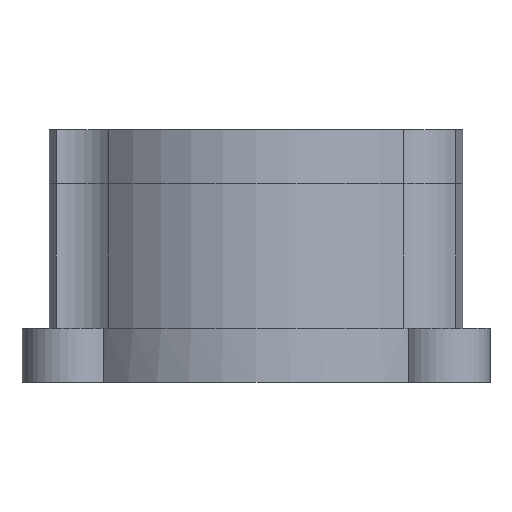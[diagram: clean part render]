
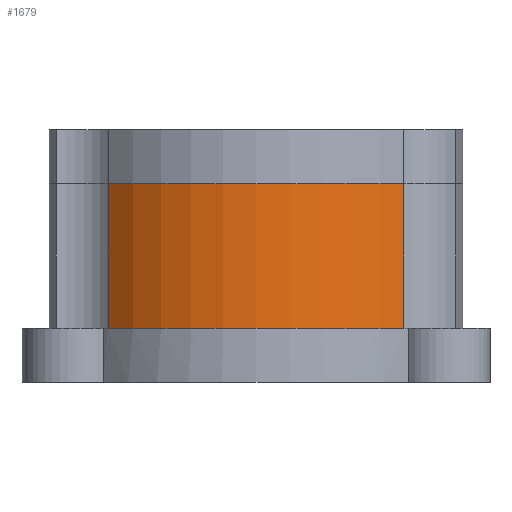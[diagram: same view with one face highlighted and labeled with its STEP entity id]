
A CAD part, front view. The second image highlights one B-rep face of the part: STEP entity #1679.
In plain terms, the highlighted cylindrical face has radius 11.5 mm (diameter 23 mm), a partial arc.
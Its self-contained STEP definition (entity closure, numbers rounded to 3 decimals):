
#509 = CYLINDRICAL_SURFACE('',#510,11.5);
#510 = AXIS2_PLACEMENT_3D('',#511,#512,#513);
#511 = CARTESIAN_POINT('',(0.,0.,0.));
#512 = DIRECTION('',(-0.,-0.,-1.));
#513 = DIRECTION('',(1.,0.,0.));
#813 = VERTEX_POINT('',#814);
#814 = CARTESIAN_POINT('',(8.207,-8.056,3.));
#833 = CYLINDRICAL_SURFACE('',#834,3.);
#834 = AXIS2_PLACEMENT_3D('',#835,#836,#837);
#835 = CARTESIAN_POINT('',(10.392,-6.,3.));
#836 = DIRECTION('',(-0.,-0.,-1.));
#837 = DIRECTION('',(1.,0.,0.));
#1103 = CYLINDRICAL_SURFACE('',#1104,3.);
#1104 = AXIS2_PLACEMENT_3D('',#1105,#1106,#1107);
#1105 = CARTESIAN_POINT('',(-10.392,-6.,3.));
#1106 = DIRECTION('',(-0.,-0.,-1.));
#1107 = DIRECTION('',(1.,0.,0.));
#1121 = VERTEX_POINT('',#1122);
#1122 = CARTESIAN_POINT('',(-8.207,-8.056,3.));
#1210 = EDGE_CURVE('',#1121,#813,#1211,.T.);
#1211 = SURFACE_CURVE('',#1212,(#1217,#1224),.PCURVE_S1.);
#1212 = CIRCLE('',#1213,11.5);
#1213 = AXIS2_PLACEMENT_3D('',#1214,#1215,#1216);
#1214 = CARTESIAN_POINT('',(0.,0.,3.));
#1215 = DIRECTION('',(0.,0.,1.));
#1216 = DIRECTION('',(1.,0.,0.));
#1217 = PCURVE('',#509,#1218);
#1218 = DEFINITIONAL_REPRESENTATION('',(#1219),#1223);
#1219 = LINE('',#1220,#1221);
#1220 = CARTESIAN_POINT('',(-0.,-3.));
#1221 = VECTOR('',#1222,1.);
#1222 = DIRECTION('',(-1.,0.));
#1223 = ( GEOMETRIC_REPRESENTATION_CONTEXT(2) 
PARAMETRIC_REPRESENTATION_CONTEXT() REPRESENTATION_CONTEXT('2D SPACE',''
  ) );
#1224 = PCURVE('',#1225,#1230);
#1225 = CYLINDRICAL_SURFACE('',#1226,11.5);
#1226 = AXIS2_PLACEMENT_3D('',#1227,#1228,#1229);
#1227 = CARTESIAN_POINT('',(0.,0.,3.));
#1228 = DIRECTION('',(-0.,-0.,-1.));
#1229 = DIRECTION('',(1.,0.,0.));
#1230 = DEFINITIONAL_REPRESENTATION('',(#1231),#1235);
#1231 = LINE('',#1232,#1233);
#1232 = CARTESIAN_POINT('',(-0.,0.));
#1233 = VECTOR('',#1234,1.);
#1234 = DIRECTION('',(-1.,0.));
#1235 = ( GEOMETRIC_REPRESENTATION_CONTEXT(2) 
PARAMETRIC_REPRESENTATION_CONTEXT() REPRESENTATION_CONTEXT('2D SPACE',''
  ) );
#1418 = VERTEX_POINT('',#1419);
#1419 = CARTESIAN_POINT('',(8.207,-8.056,11.));
#1446 = EDGE_CURVE('',#813,#1418,#1447,.T.);
#1447 = SURFACE_CURVE('',#1448,(#1452,#1459),.PCURVE_S1.);
#1448 = LINE('',#1449,#1450);
#1449 = CARTESIAN_POINT('',(8.207,-8.056,3.));
#1450 = VECTOR('',#1451,1.);
#1451 = DIRECTION('',(0.,0.,1.));
#1452 = PCURVE('',#833,#1453);
#1453 = DEFINITIONAL_REPRESENTATION('',(#1454),#1458);
#1454 = LINE('',#1455,#1456);
#1455 = CARTESIAN_POINT('',(-3.896,0.));
#1456 = VECTOR('',#1457,1.);
#1457 = DIRECTION('',(-0.,-1.));
#1458 = ( GEOMETRIC_REPRESENTATION_CONTEXT(2) 
PARAMETRIC_REPRESENTATION_CONTEXT() REPRESENTATION_CONTEXT('2D SPACE',''
  ) );
#1459 = PCURVE('',#1225,#1460);
#1460 = DEFINITIONAL_REPRESENTATION('',(#1461),#1465);
#1461 = LINE('',#1462,#1463);
#1462 = CARTESIAN_POINT('',(-5.507,0.));
#1463 = VECTOR('',#1464,1.);
#1464 = DIRECTION('',(-0.,-1.));
#1465 = ( GEOMETRIC_REPRESENTATION_CONTEXT(2) 
PARAMETRIC_REPRESENTATION_CONTEXT() REPRESENTATION_CONTEXT('2D SPACE',''
  ) );
#1633 = EDGE_CURVE('',#1121,#1634,#1636,.T.);
#1634 = VERTEX_POINT('',#1635);
#1635 = CARTESIAN_POINT('',(-8.207,-8.056,11.));
#1636 = SURFACE_CURVE('',#1637,(#1641,#1648),.PCURVE_S1.);
#1637 = LINE('',#1638,#1639);
#1638 = CARTESIAN_POINT('',(-8.207,-8.056,3.));
#1639 = VECTOR('',#1640,1.);
#1640 = DIRECTION('',(0.,0.,1.));
#1641 = PCURVE('',#1103,#1642);
#1642 = DEFINITIONAL_REPRESENTATION('',(#1643),#1647);
#1643 = LINE('',#1644,#1645);
#1644 = CARTESIAN_POINT('',(-5.528,0.));
#1645 = VECTOR('',#1646,1.);
#1646 = DIRECTION('',(-0.,-1.));
#1647 = ( GEOMETRIC_REPRESENTATION_CONTEXT(2) 
PARAMETRIC_REPRESENTATION_CONTEXT() REPRESENTATION_CONTEXT('2D SPACE',''
  ) );
#1648 = PCURVE('',#1225,#1649);
#1649 = DEFINITIONAL_REPRESENTATION('',(#1650),#1654);
#1650 = LINE('',#1651,#1652);
#1651 = CARTESIAN_POINT('',(-3.918,0.));
#1652 = VECTOR('',#1653,1.);
#1653 = DIRECTION('',(-0.,-1.));
#1654 = ( GEOMETRIC_REPRESENTATION_CONTEXT(2) 
PARAMETRIC_REPRESENTATION_CONTEXT() REPRESENTATION_CONTEXT('2D SPACE',''
  ) );
#1679 = ADVANCED_FACE('',(#1680),#1225,.T.);
#1680 = FACE_BOUND('',#1681,.F.);
#1681 = EDGE_LOOP('',(#1682,#1683,#1710,#1711));
#1682 = ORIENTED_EDGE('',*,*,#1633,.T.);
#1683 = ORIENTED_EDGE('',*,*,#1684,.T.);
#1684 = EDGE_CURVE('',#1634,#1418,#1685,.T.);
#1685 = SURFACE_CURVE('',#1686,(#1691,#1698),.PCURVE_S1.);
#1686 = CIRCLE('',#1687,11.5);
#1687 = AXIS2_PLACEMENT_3D('',#1688,#1689,#1690);
#1688 = CARTESIAN_POINT('',(0.,0.,11.));
#1689 = DIRECTION('',(0.,0.,1.));
#1690 = DIRECTION('',(1.,0.,0.));
#1691 = PCURVE('',#1225,#1692);
#1692 = DEFINITIONAL_REPRESENTATION('',(#1693),#1697);
#1693 = LINE('',#1694,#1695);
#1694 = CARTESIAN_POINT('',(-0.,-8.));
#1695 = VECTOR('',#1696,1.);
#1696 = DIRECTION('',(-1.,0.));
#1697 = ( GEOMETRIC_REPRESENTATION_CONTEXT(2) 
PARAMETRIC_REPRESENTATION_CONTEXT() REPRESENTATION_CONTEXT('2D SPACE',''
  ) );
#1698 = PCURVE('',#1699,#1704);
#1699 = CYLINDRICAL_SURFACE('',#1700,11.5);
#1700 = AXIS2_PLACEMENT_3D('',#1701,#1702,#1703);
#1701 = CARTESIAN_POINT('',(0.,0.,11.));
#1702 = DIRECTION('',(-0.,-0.,-1.));
#1703 = DIRECTION('',(1.,0.,0.));
#1704 = DEFINITIONAL_REPRESENTATION('',(#1705),#1709);
#1705 = LINE('',#1706,#1707);
#1706 = CARTESIAN_POINT('',(-0.,0.));
#1707 = VECTOR('',#1708,1.);
#1708 = DIRECTION('',(-1.,0.));
#1709 = ( GEOMETRIC_REPRESENTATION_CONTEXT(2) 
PARAMETRIC_REPRESENTATION_CONTEXT() REPRESENTATION_CONTEXT('2D SPACE',''
  ) );
#1710 = ORIENTED_EDGE('',*,*,#1446,.F.);
#1711 = ORIENTED_EDGE('',*,*,#1210,.F.);
